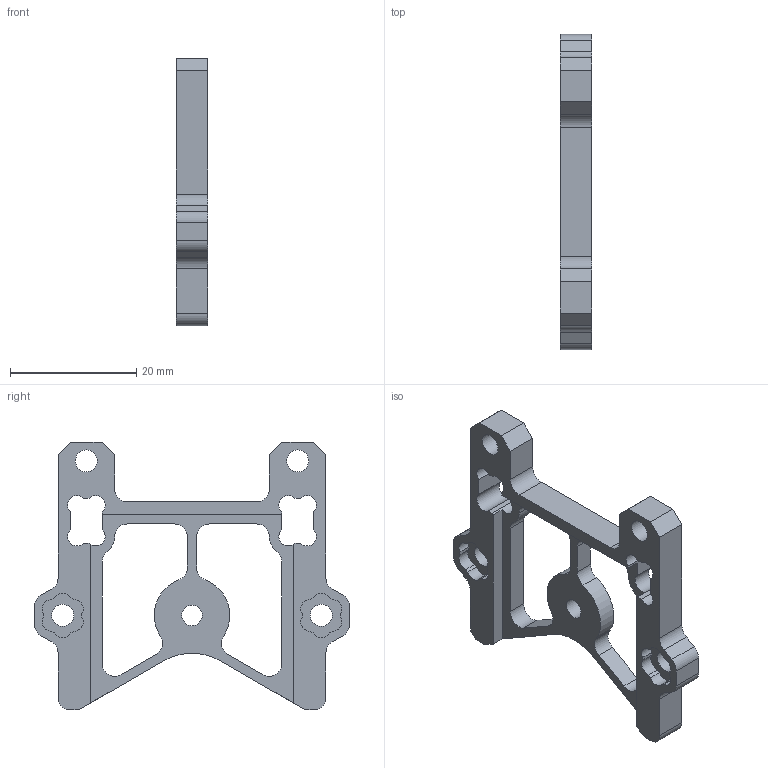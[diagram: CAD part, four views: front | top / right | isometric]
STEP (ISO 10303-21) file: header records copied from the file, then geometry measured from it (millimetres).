
FILE_DESCRIPTION(/* description */ (''),/* implementation_level */ '2;1');
FILE_NAME(/* name */ 'LegBaseBackFulcrumFrame.stp',/* time_stamp */ '2024-04-11T15:16:32+09:00',/* author */ ('Masato Kubotera'),/* organization */ (''),/* preprocessor_version */ 'ST-DEVELOPER v20',/* originating_system */ 'Autodesk Inventor 2024',/* authorisation */ '');
FILE_SCHEMA (('AUTOMOTIVE_DESIGN { 1 0 10303 214 3 1 1 }'));
Length unit declared in the file: millimetre
Products named in the file (1): LegBaseBackFulcrumFrame
Bounding box: 5 x 50 x 42.5 mm (x, y, z)
Volume: 3458.5 mm3; surface area: 3654.5 mm2
Topology: 1 solids, 1 shells, 113 faces, 333 edges, 222 vertices
Faces by surface type: plane 59, cylinder 54
Full cylindrical faces by diameter (mm): 3.242 x1, 3.5 x4
Entity records: 3876 total; most frequent: DIRECTION 671, CARTESIAN_POINT 669, ORIENTED_EDGE 666, EDGE_CURVE 333, AXIS2_PLACEMENT_3D 224, LINE 223, VECTOR 223, VERTEX_POINT 222
